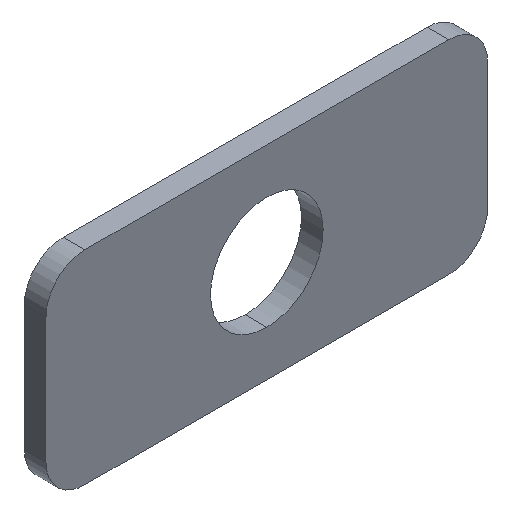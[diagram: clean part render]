
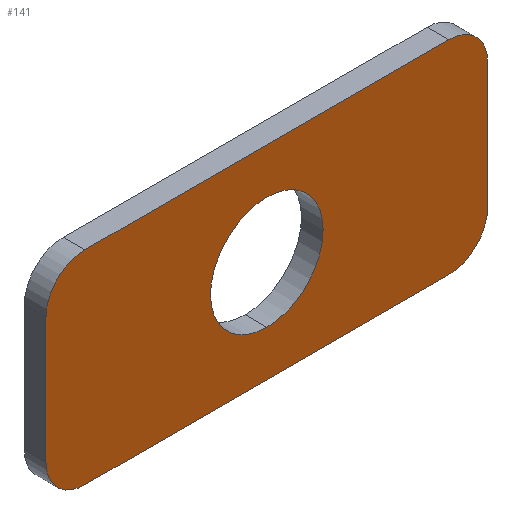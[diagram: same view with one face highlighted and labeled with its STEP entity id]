
A CAD part, isometric view. The second image highlights one B-rep face of the part: STEP entity #141.
In plain terms, the highlighted planar face has unit normal (0, -1, 0).
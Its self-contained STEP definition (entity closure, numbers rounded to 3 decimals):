
#2 = CARTESIAN_POINT ( 'NONE',  ( 4.2, 0., 1.45 ) ) ;
#6 = CARTESIAN_POINT ( 'NONE',  ( 0., 0., 0. ) ) ;
#11 = VECTOR ( 'NONE', #95, 1000. ) ;
#17 = CIRCLE ( 'NONE', #204, 0.9 ) ;
#18 = CIRCLE ( 'NONE', #357, 0.9 ) ;
#20 = DIRECTION ( 'NONE',  ( 0., 1., 0. ) ) ;
#24 = VERTEX_POINT ( 'NONE', #370 ) ;
#27 = EDGE_CURVE ( 'NONE', #106, #194, #308, .T. ) ;
#29 = CIRCLE ( 'NONE', #292, 0.9 ) ;
#30 = ORIENTED_EDGE ( 'NONE', *, *, #190, .F. ) ;
#32 = CARTESIAN_POINT ( 'NONE',  ( -4.2, 0., 1.45 ) ) ;
#35 = DIRECTION ( 'NONE',  ( 0., 0., -1. ) ) ;
#40 = AXIS2_PLACEMENT_3D ( 'NONE', #6, #188, #392 ) ;
#42 = VERTEX_POINT ( 'NONE', #123 ) ;
#44 = EDGE_CURVE ( 'NONE', #395, #265, #246, .T. ) ;
#66 = ORIENTED_EDGE ( 'NONE', *, *, #27, .F. ) ;
#69 = VECTOR ( 'NONE', #281, 1000. ) ;
#84 = CARTESIAN_POINT ( 'NONE',  ( 5.1, 0., -1.45 ) ) ;
#88 = DIRECTION ( 'NONE',  ( -1., 0., 0. ) ) ;
#89 = PLANE ( 'NONE',  #160 ) ;
#92 = EDGE_CURVE ( 'NONE', #290, #106, #322, .T. ) ;
#94 = VECTOR ( 'NONE', #88, 1000. ) ;
#95 = DIRECTION ( 'NONE',  ( 0., 0., -1. ) ) ;
#105 = DIRECTION ( 'NONE',  ( 0., 1., 0. ) ) ;
#106 = VERTEX_POINT ( 'NONE', #150 ) ;
#117 = ORIENTED_EDGE ( 'NONE', *, *, #166, .F. ) ;
#119 = EDGE_LOOP ( 'NONE', ( #273, #157 ) ) ;
#120 = DIRECTION ( 'NONE',  ( 0., 1., 0. ) ) ;
#123 = CARTESIAN_POINT ( 'NONE',  ( 4.2, 0., -2.35 ) ) ;
#125 = ORIENTED_EDGE ( 'NONE', *, *, #282, .F. ) ;
#141 = ADVANCED_FACE ( 'NONE', ( #342, #235 ), #89, .T. ) ;
#148 = CARTESIAN_POINT ( 'NONE',  ( 4.2, 0., 2.35 ) ) ;
#150 = CARTESIAN_POINT ( 'NONE',  ( 5.1, 0., 1.45 ) ) ;
#157 = ORIENTED_EDGE ( 'NONE', *, *, #364, .T. ) ;
#160 = AXIS2_PLACEMENT_3D ( 'NONE', #287, #249, #35 ) ;
#164 = EDGE_CURVE ( 'NONE', #24, #317, #29, .T. ) ;
#166 = EDGE_CURVE ( 'NONE', #42, #399, #264, .T. ) ;
#170 = CARTESIAN_POINT ( 'NONE',  ( 5.1, 0., -1.45 ) ) ;
#185 = DIRECTION ( 'NONE',  ( 0., 1., 0. ) ) ;
#188 = DIRECTION ( 'NONE',  ( 0., 1., 0. ) ) ;
#190 = EDGE_CURVE ( 'NONE', #399, #286, #17, .T. ) ;
#193 = EDGE_CURVE ( 'NONE', #317, #290, #241, .T. ) ;
#194 = VERTEX_POINT ( 'NONE', #84 ) ;
#196 = ORIENTED_EDGE ( 'NONE', *, *, #213, .F. ) ;
#203 = DIRECTION ( 'NONE',  ( 0., 0., -1. ) ) ;
#204 = AXIS2_PLACEMENT_3D ( 'NONE', #346, #120, #312 ) ;
#213 = EDGE_CURVE ( 'NONE', #286, #24, #355, .T. ) ;
#216 = DIRECTION ( 'NONE',  ( 0., 1., 0. ) ) ;
#227 = CARTESIAN_POINT ( 'NONE',  ( -4.2, 0., -2.35 ) ) ;
#230 = CARTESIAN_POINT ( 'NONE',  ( -4.2, 0., 2.35 ) ) ;
#233 = CARTESIAN_POINT ( 'NONE',  ( 4.2, 0., -1.45 ) ) ;
#235 = FACE_BOUND ( 'NONE', #119, .T. ) ;
#237 = CARTESIAN_POINT ( 'NONE',  ( 0., 0., 1.3 ) ) ;
#241 = LINE ( 'NONE', #148, #69 ) ;
#246 = CIRCLE ( 'NONE', #40, 1.3 ) ;
#248 = CARTESIAN_POINT ( 'NONE',  ( -4.2, 0., -2.35 ) ) ;
#249 = DIRECTION ( 'NONE',  ( 0., -1., 0. ) ) ;
#264 = LINE ( 'NONE', #248, #94 ) ;
#265 = VERTEX_POINT ( 'NONE', #237 ) ;
#266 = VECTOR ( 'NONE', #272, 1000. ) ;
#272 = DIRECTION ( 'NONE',  ( 0., 0., 1. ) ) ;
#273 = ORIENTED_EDGE ( 'NONE', *, *, #44, .T. ) ;
#275 = CIRCLE ( 'NONE', #360, 1.3 ) ;
#280 = ORIENTED_EDGE ( 'NONE', *, *, #92, .F. ) ;
#281 = DIRECTION ( 'NONE',  ( 1., 0., 0. ) ) ;
#282 = EDGE_CURVE ( 'NONE', #194, #42, #18, .T. ) ;
#285 = EDGE_LOOP ( 'NONE', ( #125, #66, #280, #383, #380, #196, #30, #117 ) ) ;
#286 = VERTEX_POINT ( 'NONE', #377 ) ;
#287 = CARTESIAN_POINT ( 'NONE',  ( 4.2, 0., -1.45 ) ) ;
#290 = VERTEX_POINT ( 'NONE', #334 ) ;
#292 = AXIS2_PLACEMENT_3D ( 'NONE', #32, #216, #415 ) ;
#296 = DIRECTION ( 'NONE',  ( 0., 0., 1. ) ) ;
#307 = CARTESIAN_POINT ( 'NONE',  ( -5.1, 0., -1.45 ) ) ;
#308 = LINE ( 'NONE', #170, #11 ) ;
#309 = AXIS2_PLACEMENT_3D ( 'NONE', #2, #185, #387 ) ;
#312 = DIRECTION ( 'NONE',  ( 0., 0., -1. ) ) ;
#317 = VERTEX_POINT ( 'NONE', #230 ) ;
#322 = CIRCLE ( 'NONE', #309, 0.9 ) ;
#327 = CARTESIAN_POINT ( 'NONE',  ( 0., 0., 0. ) ) ;
#334 = CARTESIAN_POINT ( 'NONE',  ( 4.2, 0., 2.35 ) ) ;
#342 = FACE_OUTER_BOUND ( 'NONE', #285, .T. ) ;
#346 = CARTESIAN_POINT ( 'NONE',  ( -4.2, 0., -1.45 ) ) ;
#355 = LINE ( 'NONE', #307, #266 ) ;
#357 = AXIS2_PLACEMENT_3D ( 'NONE', #233, #20, #203 ) ;
#360 = AXIS2_PLACEMENT_3D ( 'NONE', #327, #105, #296 ) ;
#364 = EDGE_CURVE ( 'NONE', #265, #395, #275, .T. ) ;
#370 = CARTESIAN_POINT ( 'NONE',  ( -5.1, 0., 1.45 ) ) ;
#377 = CARTESIAN_POINT ( 'NONE',  ( -5.1, 0., -1.45 ) ) ;
#380 = ORIENTED_EDGE ( 'NONE', *, *, #164, .F. ) ;
#383 = ORIENTED_EDGE ( 'NONE', *, *, #193, .F. ) ;
#387 = DIRECTION ( 'NONE',  ( 0., 0., -1. ) ) ;
#392 = DIRECTION ( 'NONE',  ( 0., 0., 1. ) ) ;
#395 = VERTEX_POINT ( 'NONE', #402 ) ;
#399 = VERTEX_POINT ( 'NONE', #227 ) ;
#402 = CARTESIAN_POINT ( 'NONE',  ( 0., 0., -1.3 ) ) ;
#415 = DIRECTION ( 'NONE',  ( 0., 0., -1. ) ) ;
